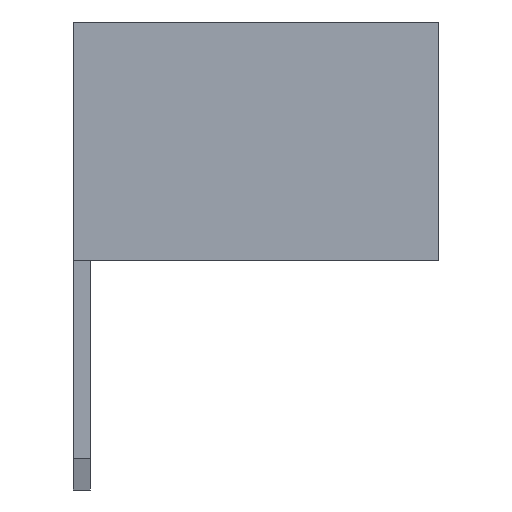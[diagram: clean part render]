
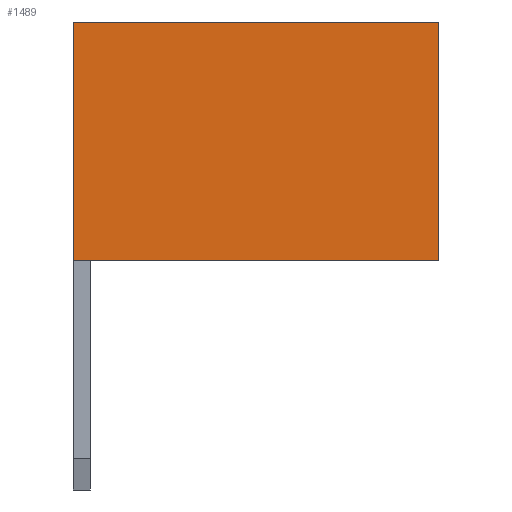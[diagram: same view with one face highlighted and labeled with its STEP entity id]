
A CAD part, left-side view. The second image highlights one B-rep face of the part: STEP entity #1489.
In plain terms, the highlighted planar face has unit normal (-1, 0, 0).
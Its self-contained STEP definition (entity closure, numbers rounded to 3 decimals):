
#1489=ADVANCED_FACE('',(#10381),#10383,.T.);
#10381=FACE_BOUND('',#10382,.T.);
#10382=EDGE_LOOP('',(#17493,#17494,#17495,#17496));
#10383=PLANE('',#10384);
#10384=AXIS2_PLACEMENT_3D('',#10385,#10386,#10387);
#10385=CARTESIAN_POINT('',(-1.,-4.2,0.));
#10386=DIRECTION('',(-1.,0.,0.));
#10387=DIRECTION('',(0.,0.,1.));
#17493=ORIENTED_EDGE('',*,*,#22397,.T.);
#17494=ORIENTED_EDGE('',*,*,#22662,.T.);
#17495=ORIENTED_EDGE('',*,*,#22268,.F.);
#17496=ORIENTED_EDGE('',*,*,#22661,.F.);
#22268=EDGE_CURVE('',#25274,#25276,#25277,.T.);
#22397=EDGE_CURVE('',#25458,#25459,#25460,.T.);
#22661=EDGE_CURVE('',#25458,#25274,#25897,.T.);
#22662=EDGE_CURVE('',#25459,#25276,#25898,.T.);
#25274=VERTEX_POINT('',#30310);
#25276=VERTEX_POINT('',#30314);
#25277=LINE('',#30315,#30316);
#25458=VERTEX_POINT('',#30754);
#25459=VERTEX_POINT('',#30755);
#25460=LINE('',#30756,#30757);
#25897=LINE('',#31721,#31722);
#25898=LINE('',#31724,#31725);
#30310=CARTESIAN_POINT('',(-1.,0.1,0.));
#30314=CARTESIAN_POINT('',(-1.,0.1,2.8));
#30315=CARTESIAN_POINT('',(-1.,0.1,0.));
#30316=VECTOR('',#30317,1.);
#30317=DIRECTION('',(0.,0.,1.));
#30754=CARTESIAN_POINT('',(-1.,-4.2,0.));
#30755=CARTESIAN_POINT('',(-1.,-4.2,2.8));
#30756=CARTESIAN_POINT('',(-1.,-4.2,0.));
#30757=VECTOR('',#30758,1.);
#30758=DIRECTION('',(0.,0.,1.));
#31721=CARTESIAN_POINT('',(-1.,-4.2,0.));
#31722=VECTOR('',#31723,1.);
#31723=DIRECTION('',(0.,1.,0.));
#31724=CARTESIAN_POINT('',(-1.,-4.2,2.8));
#31725=VECTOR('',#31726,1.);
#31726=DIRECTION('',(0.,1.,0.));
